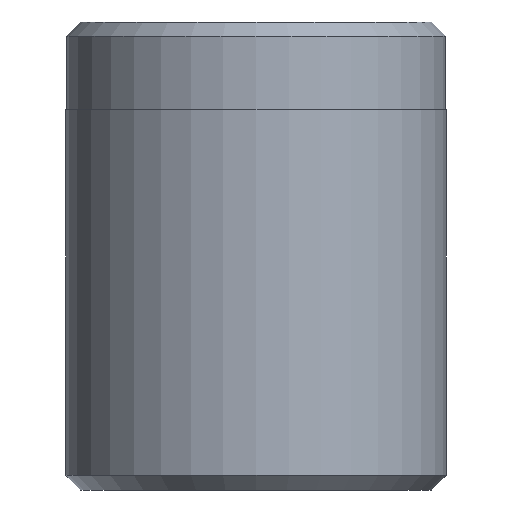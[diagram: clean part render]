
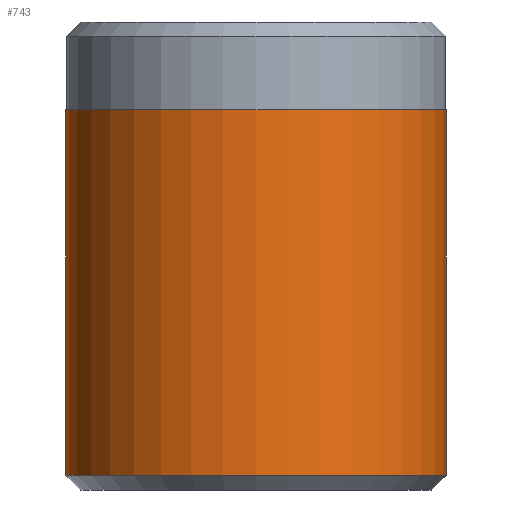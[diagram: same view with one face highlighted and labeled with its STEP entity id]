
A CAD part, front view. The second image highlights one B-rep face of the part: STEP entity #743.
In plain terms, the highlighted cylindrical face has radius 6.5 mm (diameter 13 mm), a partial arc.
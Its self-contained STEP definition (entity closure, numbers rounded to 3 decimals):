
#19 = DIRECTION ( 'NONE',  ( 0., 0., -1. ) ) ;
#57 = FACE_OUTER_BOUND ( 'NONE', #1060, .T. ) ;
#68 = LINE ( 'NONE', #1183, #792 ) ;
#162 = DIRECTION ( 'NONE',  ( -1., 0., 0. ) ) ;
#176 = DIRECTION ( 'NONE',  ( 0., 0., -1. ) ) ;
#310 = CARTESIAN_POINT ( 'NONE',  ( 0., 0., 16. ) ) ;
#355 = ORIENTED_EDGE ( 'NONE', *, *, #1425, .F. ) ;
#360 = VERTEX_POINT ( 'NONE', #497 ) ;
#368 = CARTESIAN_POINT ( 'NONE',  ( 0., 0., 13. ) ) ;
#497 = CARTESIAN_POINT ( 'NONE',  ( -6.5, 0., 0.5 ) ) ;
#516 = DIRECTION ( 'NONE',  ( 1., 0., 0. ) ) ;
#619 = AXIS2_PLACEMENT_3D ( 'NONE', #368, #1348, #516 ) ;
#743 = ADVANCED_FACE ( 'NONE', ( #57 ), #778, .T. ) ;
#761 = DIRECTION ( 'NONE',  ( 0., 0., 1. ) ) ;
#778 = CYLINDRICAL_SURFACE ( 'NONE', #915, 6.5 ) ;
#792 = VECTOR ( 'NONE', #1455, 1000. ) ;
#878 = LINE ( 'NONE', #1168, #1246 ) ;
#915 = AXIS2_PLACEMENT_3D ( 'NONE', #310, #19, #162 ) ;
#979 = ORIENTED_EDGE ( 'NONE', *, *, #1333, .T. ) ;
#1030 = VERTEX_POINT ( 'NONE', #1730 ) ;
#1060 = EDGE_LOOP ( 'NONE', ( #1482, #355, #1386, #979 ) ) ;
#1168 = CARTESIAN_POINT ( 'NONE',  ( -6.5, 0., 16. ) ) ;
#1183 = CARTESIAN_POINT ( 'NONE',  ( 6.5, 0., 16. ) ) ;
#1195 = VERTEX_POINT ( 'NONE', #1225 ) ;
#1225 = CARTESIAN_POINT ( 'NONE',  ( -6.5, 0., 13. ) ) ;
#1246 = VECTOR ( 'NONE', #176, 1000. ) ;
#1286 = CIRCLE ( 'NONE', #619, 6.5 ) ;
#1333 = EDGE_CURVE ( 'NONE', #360, #1030, #1789, .T. ) ;
#1348 = DIRECTION ( 'NONE',  ( 0., 0., 1. ) ) ;
#1386 = ORIENTED_EDGE ( 'NONE', *, *, #1456, .T. ) ;
#1425 = EDGE_CURVE ( 'NONE', #1195, #1574, #1286, .T. ) ;
#1455 = DIRECTION ( 'NONE',  ( 0., 0., -1. ) ) ;
#1456 = EDGE_CURVE ( 'NONE', #1195, #360, #878, .T. ) ;
#1482 = ORIENTED_EDGE ( 'NONE', *, *, #1546, .F. ) ;
#1546 = EDGE_CURVE ( 'NONE', #1574, #1030, #68, .T. ) ;
#1574 = VERTEX_POINT ( 'NONE', #1614 ) ;
#1591 = CARTESIAN_POINT ( 'NONE',  ( 0., 0., 0.5 ) ) ;
#1614 = CARTESIAN_POINT ( 'NONE',  ( 6.5, 0., 13. ) ) ;
#1730 = CARTESIAN_POINT ( 'NONE',  ( 6.5, 0., 0.5 ) ) ;
#1731 = DIRECTION ( 'NONE',  ( 1., 0., 0. ) ) ;
#1770 = AXIS2_PLACEMENT_3D ( 'NONE', #1591, #761, #1731 ) ;
#1789 = CIRCLE ( 'NONE', #1770, 6.5 ) ;
